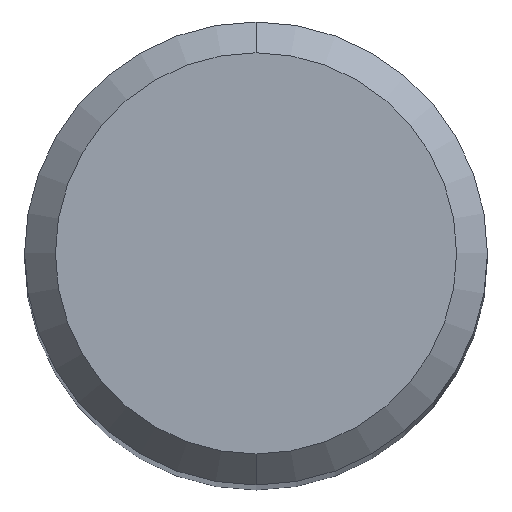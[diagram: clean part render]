
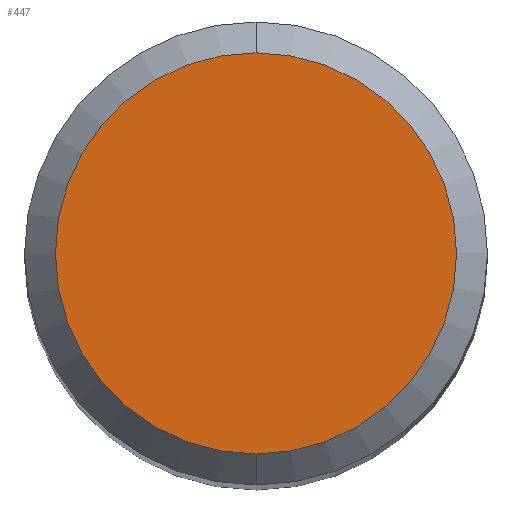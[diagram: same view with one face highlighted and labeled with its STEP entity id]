
A CAD part, top view. The second image highlights one B-rep face of the part: STEP entity #447.
In plain terms, the highlighted planar face has unit normal (0, 0, 1).
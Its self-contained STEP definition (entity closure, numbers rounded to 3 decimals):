
#243=VERTEX_POINT('',#567);
#249=EDGE_CURVE('',#243,#339,#573,.T.);
#339=VERTEX_POINT('',#678);
#417=EDGE_CURVE('',#339,#243,#763,.T.);
#447=ADVANCED_FACE('',(#795),#796,.T.);
#567=CARTESIAN_POINT('',(0.0,2.6,0.0));
#573=CIRCLE('',#1015,2.6);
#678=CARTESIAN_POINT('',(0.,-2.6,0.0));
#763=CIRCLE('',#1381,2.6);
#795=FACE_OUTER_BOUND('',#1445,.T.);
#796=PLANE('',#1446);
#1015=AXIS2_PLACEMENT_3D('',#1577,#1578,#1579);
#1381=AXIS2_PLACEMENT_3D('',#1803,#1804,#1805);
#1445=EDGE_LOOP('',(#1826,#1827));
#1446=AXIS2_PLACEMENT_3D('',#1828,#1829,#1830);
#1577=CARTESIAN_POINT('',(0.0,0.0,0.0));
#1578=DIRECTION('',(0.0,0.0,-1.0));
#1579=DIRECTION('',(0.0,1.0,0.0));
#1803=CARTESIAN_POINT('',(0.0,0.0,0.0));
#1804=DIRECTION('',(0.0,0.0,-1.0));
#1805=DIRECTION('',(0.0,1.0,0.0));
#1826=ORIENTED_EDGE('',*,*,#249,.F.);
#1827=ORIENTED_EDGE('',*,*,#417,.F.);
#1828=CARTESIAN_POINT('',(0.0,1.3,0.0));
#1829=DIRECTION('',(-0.0,0.0,1.0));
#1830=DIRECTION('',(0.0,-1.0,0.0));
